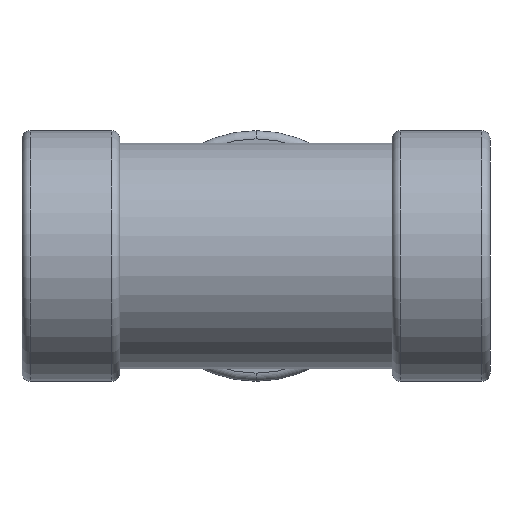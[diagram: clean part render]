
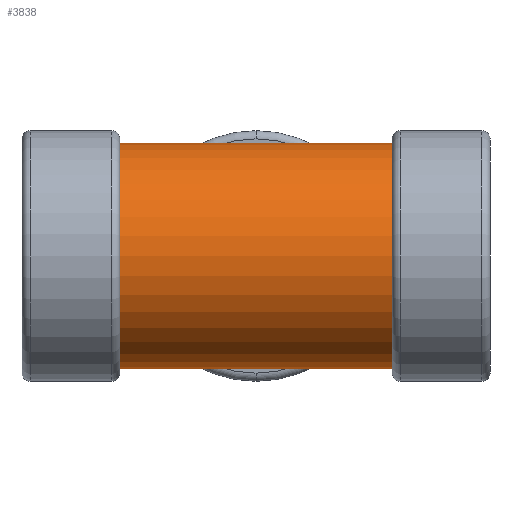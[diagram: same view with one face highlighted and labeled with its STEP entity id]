
A CAD part, front view. The second image highlights one B-rep face of the part: STEP entity #3838.
In plain terms, the highlighted cylindrical face has radius 13.83 mm (diameter 27.661 mm), a partial arc.
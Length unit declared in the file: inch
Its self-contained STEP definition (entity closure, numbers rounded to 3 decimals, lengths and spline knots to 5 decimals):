
#117 = ORIENTED_EDGE ( 'NONE', *, *, #5630, .F. ) ;
#306 = VERTEX_POINT ( 'NONE', #7650 ) ;
#465 = DIRECTION ( 'NONE',  ( 1., 0., 0. ) ) ;
#873 = CARTESIAN_POINT ( 'NONE',  ( -0.6575, 0., -0.5445 ) ) ;
#970 = CARTESIAN_POINT ( 'NONE',  ( 1.54008, 0., -0.5445 ) ) ;
#977 = ORIENTED_EDGE ( 'NONE', *, *, #6446, .T. ) ;
#1039 = CARTESIAN_POINT ( 'NONE',  ( 0.6575, 0., 0.5445 ) ) ;
#1299 = CARTESIAN_POINT ( 'NONE',  ( 1.54008, 0., -0.5445 ) ) ;
#1714 = CARTESIAN_POINT ( 'NONE',  ( 0.6575, 0., 0. ) ) ;
#2009 = DIRECTION ( 'NONE',  ( -1., 0., 0. ) ) ;
#2258 = DIRECTION ( 'NONE',  ( 1., 0., 0. ) ) ;
#2908 = LINE ( 'NONE', #9349, #9554 ) ;
#3838 = ADVANCED_FACE ( 'NONE', ( #10652 ), #8081, .T. ) ;
#4079 = VECTOR ( 'NONE', #9908, 39.37008 ) ;
#4131 = VERTEX_POINT ( 'NONE', #1039 ) ;
#4186 = EDGE_CURVE ( 'NONE', #5389, #11865, #4357, .T. ) ;
#4231 = ORIENTED_EDGE ( 'NONE', *, *, #13843, .F. ) ;
#4357 = CIRCLE ( 'NONE', #10581, 0.5445 ) ;
#4423 = VECTOR ( 'NONE', #2009, 39.37008 ) ;
#4629 = EDGE_CURVE ( 'NONE', #8386, #5389, #5703, .T. ) ;
#4889 = DIRECTION ( 'NONE',  ( 0., 0., -1. ) ) ;
#5009 = AXIS2_PLACEMENT_3D ( 'NONE', #1714, #465, #4889 ) ;
#5389 = VERTEX_POINT ( 'NONE', #9664 ) ;
#5630 = EDGE_CURVE ( 'NONE', #4131, #306, #13513, .T. ) ;
#5703 = LINE ( 'NONE', #6502, #7748 ) ;
#5761 = CARTESIAN_POINT ( 'NONE',  ( 0., 0., -0.5445 ) ) ;
#6251 = EDGE_LOOP ( 'NONE', ( #6930, #117, #977, #9044, #13385, #4231 ) ) ;
#6446 = EDGE_CURVE ( 'NONE', #4131, #8386, #2908, .T. ) ;
#6495 = CARTESIAN_POINT ( 'NONE',  ( 1.54008, 0., 0. ) ) ;
#6502 = CARTESIAN_POINT ( 'NONE',  ( 1.54008, 0., 0.5445 ) ) ;
#6930 = ORIENTED_EDGE ( 'NONE', *, *, #8649, .F. ) ;
#7056 = DIRECTION ( 'NONE',  ( -1., 0., 0. ) ) ;
#7321 = LINE ( 'NONE', #970, #4423 ) ;
#7636 = DIRECTION ( 'NONE',  ( 0., 0., -1. ) ) ;
#7650 = CARTESIAN_POINT ( 'NONE',  ( 0.6575, 0., -0.5445 ) ) ;
#7748 = VECTOR ( 'NONE', #14005, 39.37008 ) ;
#8081 = CYLINDRICAL_SURFACE ( 'NONE', #11097, 0.5445 ) ;
#8386 = VERTEX_POINT ( 'NONE', #11305 ) ;
#8649 = EDGE_CURVE ( 'NONE', #306, #9170, #7321, .T. ) ;
#9044 = ORIENTED_EDGE ( 'NONE', *, *, #4629, .T. ) ;
#9170 = VERTEX_POINT ( 'NONE', #5761 ) ;
#9349 = CARTESIAN_POINT ( 'NONE',  ( 1.54008, 0., 0.5445 ) ) ;
#9554 = VECTOR ( 'NONE', #7056, 39.37008 ) ;
#9664 = CARTESIAN_POINT ( 'NONE',  ( -0.6575, 0., 0.5445 ) ) ;
#9866 = CARTESIAN_POINT ( 'NONE',  ( -0.6575, 0., 0. ) ) ;
#9908 = DIRECTION ( 'NONE',  ( -1., 0., 0. ) ) ;
#10581 = AXIS2_PLACEMENT_3D ( 'NONE', #9866, #2258, #7636 ) ;
#10652 = FACE_OUTER_BOUND ( 'NONE', #6251, .T. ) ;
#11097 = AXIS2_PLACEMENT_3D ( 'NONE', #6495, #12819, #11807 ) ;
#11305 = CARTESIAN_POINT ( 'NONE',  ( 0., 0., 0.5445 ) ) ;
#11807 = DIRECTION ( 'NONE',  ( 0., 0., 1. ) ) ;
#11865 = VERTEX_POINT ( 'NONE', #873 ) ;
#12819 = DIRECTION ( 'NONE',  ( -1., 0., 0. ) ) ;
#13385 = ORIENTED_EDGE ( 'NONE', *, *, #4186, .T. ) ;
#13513 = CIRCLE ( 'NONE', #5009, 0.5445 ) ;
#13843 = EDGE_CURVE ( 'NONE', #9170, #11865, #13919, .T. ) ;
#13919 = LINE ( 'NONE', #1299, #4079 ) ;
#14005 = DIRECTION ( 'NONE',  ( -1., 0., 0. ) ) ;
